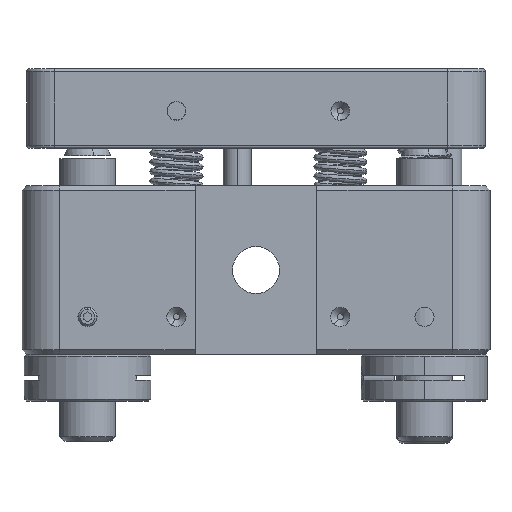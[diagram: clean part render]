
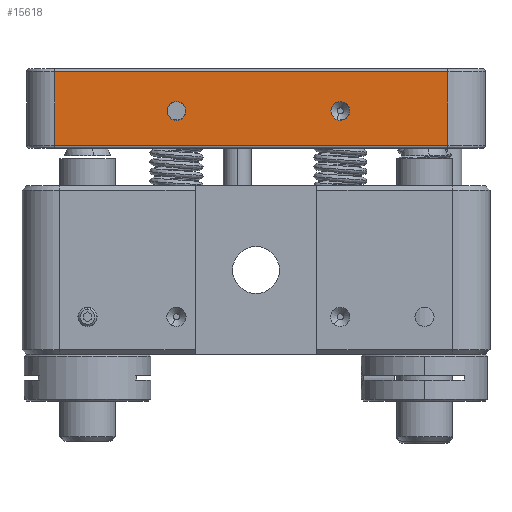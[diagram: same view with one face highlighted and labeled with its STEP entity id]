
A CAD part, front view. The second image highlights one B-rep face of the part: STEP entity #15618.
In plain terms, the highlighted planar face has unit normal (0, -1, 0).
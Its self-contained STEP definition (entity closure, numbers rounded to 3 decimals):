
#114 = EDGE_CURVE ( 'NONE', #14048, #18315, #41035, .T. ) ;
#583 = ORIENTED_EDGE ( 'NONE', *, *, #21724, .F. ) ;
#1099 = CIRCLE ( 'NONE', #22012, 1. ) ;
#1369 = EDGE_CURVE ( 'NONE', #6812, #37238, #11095, .T. ) ;
#1841 = EDGE_CURVE ( 'NONE', #13686, #11726, #14675, .T. ) ;
#2359 = ORIENTED_EDGE ( 'NONE', *, *, #1841, .T. ) ;
#3779 = AXIS2_PLACEMENT_3D ( 'NONE', #25769, #9347, #35752 ) ;
#4134 = DIRECTION ( 'NONE',  ( 0., 1., 0. ) ) ;
#5385 = CARTESIAN_POINT ( 'NONE',  ( -21.5, -24.5, -8.5 ) ) ;
#5530 = DIRECTION ( 'NONE',  ( 0., 0., 1. ) ) ;
#6812 = VERTEX_POINT ( 'NONE', #36191 ) ;
#7711 = DIRECTION ( 'NONE',  ( 0., 0., 1. ) ) ;
#8123 = CARTESIAN_POINT ( 'NONE',  ( -21.5, -24.5, -0.3 ) ) ;
#8283 = CARTESIAN_POINT ( 'NONE',  ( -8.5, -24.5, -4.5 ) ) ;
#8975 = EDGE_LOOP ( 'NONE', ( #39434, #21321, #21131, #2359 ) ) ;
#9256 = FACE_BOUND ( 'NONE', #40695, .T. ) ;
#9347 = DIRECTION ( 'NONE',  ( 0., -1., 0. ) ) ;
#9529 = VERTEX_POINT ( 'NONE', #42272 ) ;
#10952 = DIRECTION ( 'NONE',  ( -1., 0., 0. ) ) ;
#11095 = CIRCLE ( 'NONE', #3779, 1. ) ;
#11726 = VERTEX_POINT ( 'NONE', #15849 ) ;
#13638 = CIRCLE ( 'NONE', #42316, 1. ) ;
#13686 = VERTEX_POINT ( 'NONE', #13977 ) ;
#13771 = VECTOR ( 'NONE', #41122, 1000. ) ;
#13977 = CARTESIAN_POINT ( 'NONE',  ( 20.5, -24.5, -0.3 ) ) ;
#13989 = DIRECTION ( 'NONE',  ( 0., 0., -1. ) ) ;
#14048 = VERTEX_POINT ( 'NONE', #18510 ) ;
#14235 = CARTESIAN_POINT ( 'NONE',  ( 9., -24.5, -5.5 ) ) ;
#14675 = LINE ( 'NONE', #8123, #22454 ) ;
#15618 = ADVANCED_FACE ( 'NONE', ( #36481, #9256, #33386 ), #40436, .F. ) ;
#15849 = CARTESIAN_POINT ( 'NONE',  ( -21.5, -24.5, -0.3 ) ) ;
#15937 = ORIENTED_EDGE ( 'NONE', *, *, #30702, .F. ) ;
#16563 = DIRECTION ( 'NONE',  ( 0., 0., 1. ) ) ;
#16851 = CIRCLE ( 'NONE', #19019, 1. ) ;
#17463 = VERTEX_POINT ( 'NONE', #25907 ) ;
#18315 = VERTEX_POINT ( 'NONE', #37562 ) ;
#18510 = CARTESIAN_POINT ( 'NONE',  ( -21.5, -24.5, -8.2 ) ) ;
#19019 = AXIS2_PLACEMENT_3D ( 'NONE', #8283, #24403, #7711 ) ;
#20522 = LINE ( 'NONE', #39275, #41050 ) ;
#21131 = ORIENTED_EDGE ( 'NONE', *, *, #39749, .T. ) ;
#21321 = ORIENTED_EDGE ( 'NONE', *, *, #114, .T. ) ;
#21329 = EDGE_CURVE ( 'NONE', #9529, #17463, #1099, .T. ) ;
#21724 = EDGE_CURVE ( 'NONE', #37238, #6812, #13638, .T. ) ;
#22012 = AXIS2_PLACEMENT_3D ( 'NONE', #38112, #38550, #5530 ) ;
#22454 = VECTOR ( 'NONE', #10952, 1000. ) ;
#23341 = DIRECTION ( 'NONE',  ( 0., -1., 0. ) ) ;
#23627 = CARTESIAN_POINT ( 'NONE',  ( 9., -24.5, -4.5 ) ) ;
#23839 = CARTESIAN_POINT ( 'NONE',  ( 24.5, -24.5, -8.5 ) ) ;
#24403 = DIRECTION ( 'NONE',  ( 0., -1., 0. ) ) ;
#24684 = CARTESIAN_POINT ( 'NONE',  ( 24.5, -24.5, -8.2 ) ) ;
#25769 = CARTESIAN_POINT ( 'NONE',  ( 9., -24.5, -4.5 ) ) ;
#25907 = CARTESIAN_POINT ( 'NONE',  ( -8.5, -24.5, -5.5 ) ) ;
#28156 = ORIENTED_EDGE ( 'NONE', *, *, #1369, .F. ) ;
#30702 = EDGE_CURVE ( 'NONE', #17463, #9529, #16851, .T. ) ;
#31813 = EDGE_LOOP ( 'NONE', ( #40472, #15937 ) ) ;
#33098 = DIRECTION ( 'NONE',  ( 0., 0., 1. ) ) ;
#33386 = FACE_OUTER_BOUND ( 'NONE', #8975, .T. ) ;
#35752 = DIRECTION ( 'NONE',  ( 0., 0., 1. ) ) ;
#36191 = CARTESIAN_POINT ( 'NONE',  ( 9., -24.5, -3.5 ) ) ;
#36481 = FACE_BOUND ( 'NONE', #31813, .T. ) ;
#36491 = EDGE_CURVE ( 'NONE', #11726, #14048, #39192, .T. ) ;
#37123 = VECTOR ( 'NONE', #39679, 1000. ) ;
#37238 = VERTEX_POINT ( 'NONE', #14235 ) ;
#37562 = CARTESIAN_POINT ( 'NONE',  ( 20.5, -24.5, -8.2 ) ) ;
#38112 = CARTESIAN_POINT ( 'NONE',  ( -8.5, -24.5, -4.5 ) ) ;
#38550 = DIRECTION ( 'NONE',  ( 0., -1., 0. ) ) ;
#39192 = LINE ( 'NONE', #5385, #37123 ) ;
#39275 = CARTESIAN_POINT ( 'NONE',  ( 20.5, -24.5, -8.5 ) ) ;
#39434 = ORIENTED_EDGE ( 'NONE', *, *, #36491, .T. ) ;
#39679 = DIRECTION ( 'NONE',  ( 0., 0., -1. ) ) ;
#39749 = EDGE_CURVE ( 'NONE', #18315, #13686, #20522, .T. ) ;
#40314 = AXIS2_PLACEMENT_3D ( 'NONE', #23839, #4134, #13989 ) ;
#40436 = PLANE ( 'NONE',  #40314 ) ;
#40472 = ORIENTED_EDGE ( 'NONE', *, *, #21329, .F. ) ;
#40695 = EDGE_LOOP ( 'NONE', ( #28156, #583 ) ) ;
#41035 = LINE ( 'NONE', #24684, #13771 ) ;
#41050 = VECTOR ( 'NONE', #33098, 1000. ) ;
#41122 = DIRECTION ( 'NONE',  ( 1., 0., 0. ) ) ;
#42272 = CARTESIAN_POINT ( 'NONE',  ( -8.5, -24.5, -3.5 ) ) ;
#42316 = AXIS2_PLACEMENT_3D ( 'NONE', #23627, #23341, #16563 ) ;
